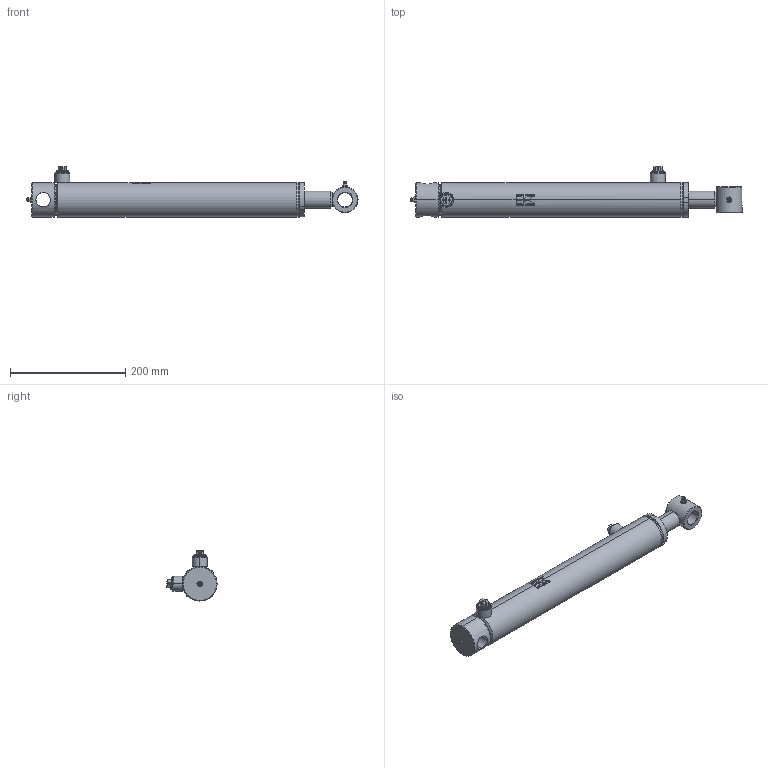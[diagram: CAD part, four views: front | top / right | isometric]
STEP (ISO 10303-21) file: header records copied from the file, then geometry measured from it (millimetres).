
FILE_DESCRIPTION (( 'STEP AP214' ), '1' );
FILE_NAME ('CFGCY0063933-Cylinder.step', '2025-11-20T06:25:03', ( 'Kramp IT' ), ( 'Kramp' ), 'SwSTEP 2.0', 'SolidWorks 2021', '' );
FILE_SCHEMA (( 'AUTOMOTIVE_DESIGN' ));
Length unit declared in the file: millimetre
Products named in the file (20): CFGCY0063933-Cylinder; MATE-AID; DS2905004_Simplified; Tube-WA_Simplified; DS2905015; Tube_Simplified; Rod_Simplified; BUSHVM-RD; DC39BEVD050B; SP06M; Rod-WA_Simplified; DS2905004VM_Simplified; ENDCAP50HOLE; GN81180; DS2905013030_Simplified; DS2905013030VM_Simplified; ATT-NONE; BUSH-RD; LSN06E; Tube-MA_Simplified
Assembly tree (20 placements, depth 4):
  CFGCY0063933-Cylinder
    Tube-WA_Simplified
      Tube-MA_Simplified
        Tube_Simplified
        LSN06E
      LSN06E
      DC39BEVD050B
        ENDCAP50HOLE
    Rod-WA_Simplified
      Rod_Simplified
      BUSHVM-RD
        BUSH-RD
    DS2905013030VM_Simplified
      DS2905013030_Simplified
    DS2905004VM_Simplified
      DS2905004_Simplified
    DS2905015
    SP06M  x2
    GN81180  x2
  MATE-AID
  ATT-NONE
Bounding box: 576.8 x 87.05 x 87 mm (x, y, z)
Volume: 985765.3 mm3; surface area: 262690.6 mm2
Topology: 13 solids, 13 shells, 384 faces, 856 edges, 540 vertices
Faces by surface type: plane 153, cylinder 121, cone 76, torus 26, bspline 4, sphere 4
Entity records: 10442 total; most frequent: CARTESIAN_POINT 2045, DIRECTION 1472, ORIENTED_EDGE 1236, EDGE_CURVE 618, AXIS2_PLACEMENT_3D 586, VERTEX_POINT 389, EDGE_LOOP 331, LINE 300
